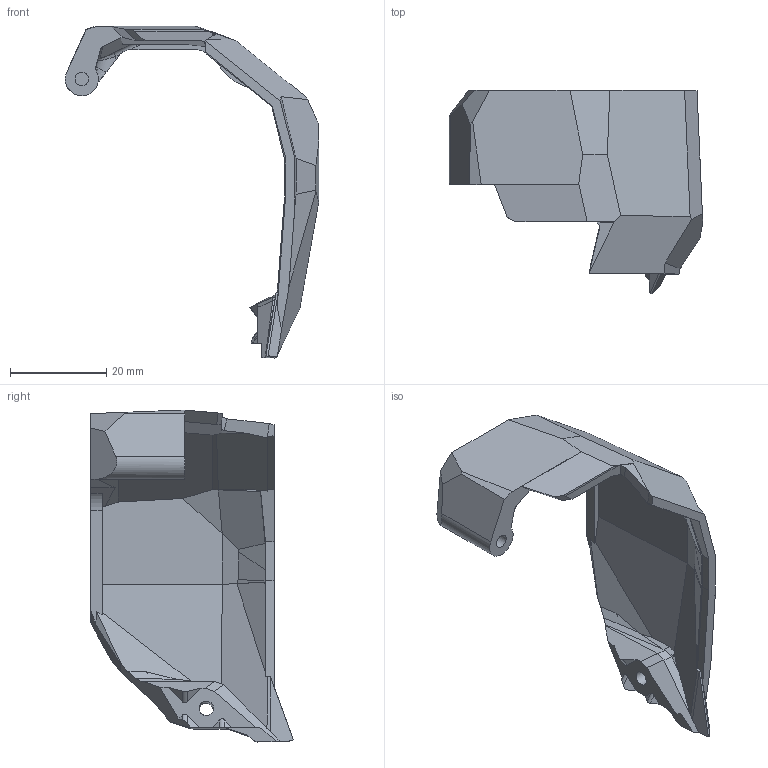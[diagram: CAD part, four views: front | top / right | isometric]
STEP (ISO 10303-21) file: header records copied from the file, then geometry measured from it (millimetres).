
FILE_DESCRIPTION(/* description */ (''),/* implementation_level */ '2;1');
FILE_NAME(/* name */ 'LDOSBCW2Cover.step',/* time_stamp */ '2022-08-19T05:33:36-07:00',/* author */ (''),/* organization */ (''),/* preprocessor_version */ 'ST-DEVELOPER v19',/* originating_system */ 'Autodesk Translation Framework v11.7.0.108',/* authorisation */ '');
FILE_SCHEMA (('AUTOMOTIVE_DESIGN { 1 0 10303 214 3 1 1 }'));
Length unit declared in the file: millimetre
Products named in the file (1): LDOcable_cover_for_pcb
Bounding box: 52.8 x 42.21 x 69.15 mm (x, y, z)
Volume: 10002.9 mm3; surface area: 8445.4 mm2
Topology: 1 solids, 2 shells, 165 faces, 465 edges, 306 vertices
Faces by surface type: plane 143, cylinder 16, bspline 6
Full cylindrical faces by diameter (mm): 2.8 x1, 3 x1
Entity records: 5771 total; most frequent: CARTESIAN_POINT 1478, ORIENTED_EDGE 930, DIRECTION 808, EDGE_CURVE 465, LINE 418, VECTOR 418, VERTEX_POINT 306, AXIS2_PLACEMENT_3D 195
